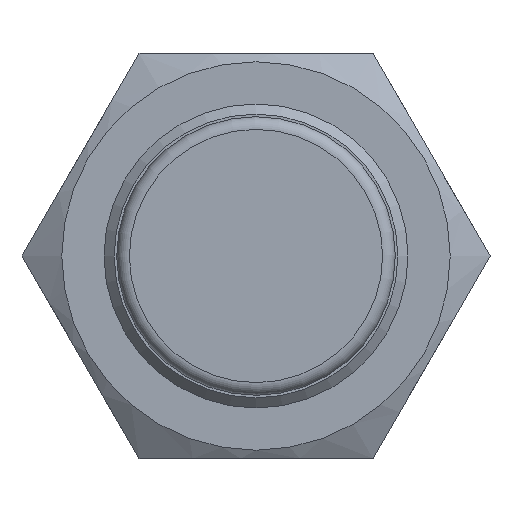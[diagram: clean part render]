
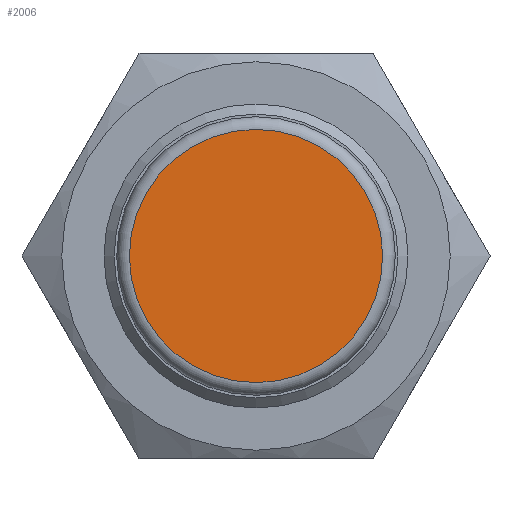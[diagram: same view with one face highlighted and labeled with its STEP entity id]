
A CAD part, left-side view. The second image highlights one B-rep face of the part: STEP entity #2006.
In plain terms, the highlighted planar face has unit normal (-1, 0, 0).
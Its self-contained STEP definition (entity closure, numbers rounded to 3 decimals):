
#403=FACE_OUTER_BOUND('',#524,.T.);
#524=EDGE_LOOP('',(#1279));
#664=CIRCLE('',#2159,7.5);
#768=VERTEX_POINT('',#2956);
#967=EDGE_CURVE('',#768,#768,#664,.T.);
#1279=ORIENTED_EDGE('',*,*,#967,.F.);
#1825=PLANE('',#2164);
#2006=ADVANCED_FACE('',(#403),#1825,.T.);
#2159=AXIS2_PLACEMENT_3D('',#2957,#2409,#2410);
#2164=AXIS2_PLACEMENT_3D('',#2965,#2420,#2421);
#2409=DIRECTION('center_axis',(1.,0.,0.));
#2410=DIRECTION('ref_axis',(0.,-0.169,0.986));
#2420=DIRECTION('center_axis',(-1.,0.,0.));
#2421=DIRECTION('ref_axis',(0.,0.986,0.169));
#2956=CARTESIAN_POINT('',(-0.8,-7.391,-1.271));
#2957=CARTESIAN_POINT('Origin',(-0.8,0.,
0.));
#2965=CARTESIAN_POINT('Origin',(-0.8,0.699,-4.065));
